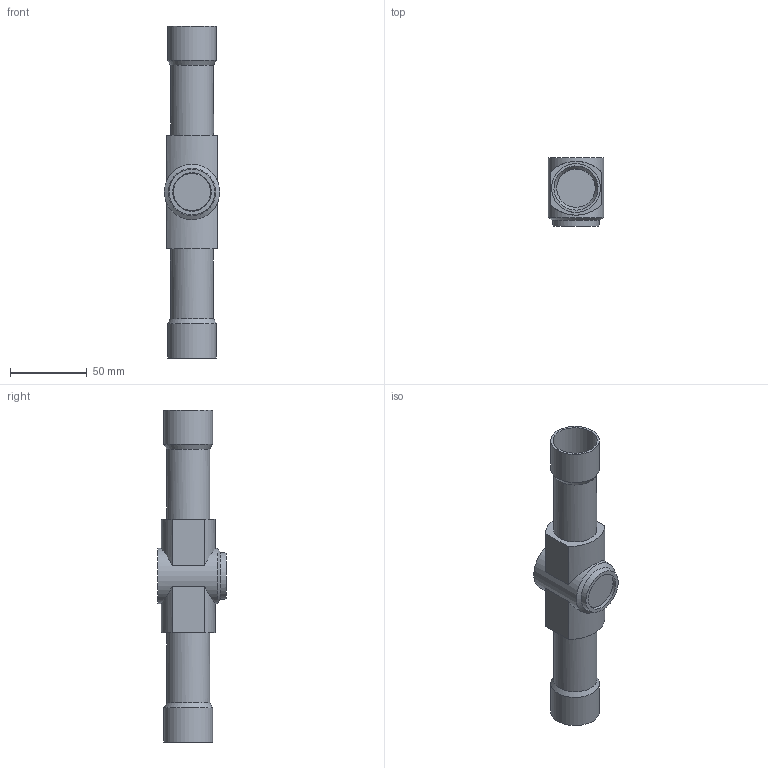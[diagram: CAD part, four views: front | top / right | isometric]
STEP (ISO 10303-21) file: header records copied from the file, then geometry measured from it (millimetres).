
FILE_DESCRIPTION(/* description */ (''),/* implementation_level */ '2;1');
FILE_NAME(/* name */ '014L0187R.stp',/* time_stamp */ '2022-08-31T11:41:31+03:00',/* author */ ('U403152'),/* organization */ (''),/* preprocessor_version */ 'ST-DEVELOPER v18.1',/* originating_system */ 'Autodesk Inventor 2020',/* authorisation */ '');
FILE_SCHEMA (('AUTOMOTIVE_DESIGN { 1 0 10303 214 3 1 1 }'));
Length unit declared in the file: millimetre
Products named in the file (1): Part1
Bounding box: 36 x 44.8 x 216 mm (x, y, z)
Volume: 87790.2 mm3; surface area: 42451.1 mm2
Topology: 1 solids, 20 shells, 368 faces, 1003 edges, 673 vertices
Faces by surface type: plane 199, bspline 144, cylinder 17, cone 8
Full cylindrical faces by diameter (mm): 7 x1, 19 x1, 25 x4, 28 x2, 28.7 x2, 31.7 x2, 36 x1
Entity records: 22120 total; most frequent: CARTESIAN_POINT 13184, ORIENTED_EDGE 2006, DIRECTION 1245, EDGE_CURVE 1003, VERTEX_POINT 673, LINE 621, VECTOR 621, EDGE_LOOP 428
